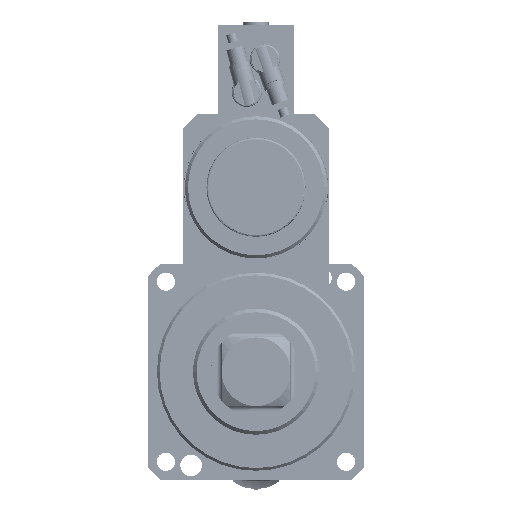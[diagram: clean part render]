
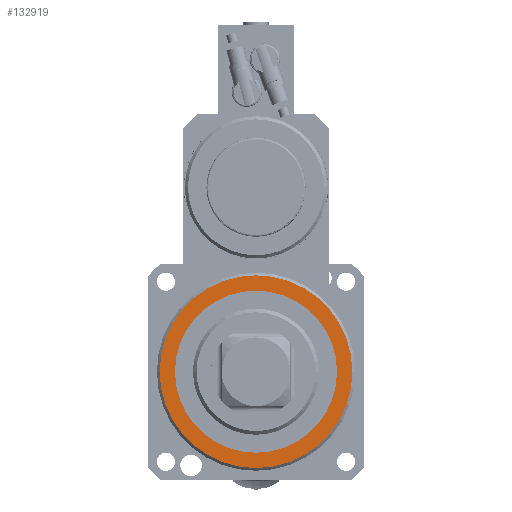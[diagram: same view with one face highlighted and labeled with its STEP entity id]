
A CAD part, left-side view. The second image highlights one B-rep face of the part: STEP entity #132919.
In plain terms, the highlighted planar face has unit normal (-1, 0, 0).
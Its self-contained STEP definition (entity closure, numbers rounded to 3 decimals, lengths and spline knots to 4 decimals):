
#1937=FACE_BOUND('',#42700,.T.);
#5747=PLANE('',#146781);
#35251=FACE_OUTER_BOUND('',#42699,.T.);
#42699=EDGE_LOOP('',(#121957));
#42700=EDGE_LOOP('',(#121958,#121959));
#49489=CIRCLE('',#146775,5.35);
#49494=CIRCLE('',#146782,4.5);
#49495=CIRCLE('',#146783,4.5);
#62808=VERTEX_POINT('',#290812);
#62813=VERTEX_POINT('',#290826);
#62814=VERTEX_POINT('',#290827);
#82533=EDGE_CURVE('',#62808,#62808,#49489,.T.);
#82540=EDGE_CURVE('',#62813,#62814,#49494,.T.);
#82541=EDGE_CURVE('',#62814,#62813,#49495,.T.);
#121957=ORIENTED_EDGE('',*,*,#82533,.F.);
#121958=ORIENTED_EDGE('',*,*,#82540,.F.);
#121959=ORIENTED_EDGE('',*,*,#82541,.F.);
#132919=ADVANCED_FACE('',(#35251,#1937),#5747,.T.);
#146775=AXIS2_PLACEMENT_3D('',#290813,#183383,#183384);
#146781=AXIS2_PLACEMENT_3D('',#290825,#183397,#183398);
#146782=AXIS2_PLACEMENT_3D('',#290828,#183399,#183400);
#146783=AXIS2_PLACEMENT_3D('',#290829,#183401,#183402);
#183383=DIRECTION('center_axis',(1.,0.,0.));
#183384=DIRECTION('ref_axis',(0.,0.,
-1.));
#183397=DIRECTION('center_axis',(-1.,0.,0.));
#183398=DIRECTION('ref_axis',(0.,-1.,0.));
#183399=DIRECTION('center_axis',(-1.,0.,0.));
#183400=DIRECTION('ref_axis',(0.,0.,
1.));
#183401=DIRECTION('center_axis',(-1.,0.,0.));
#183402=DIRECTION('ref_axis',(0.,0.,
1.));
#290812=CARTESIAN_POINT('',(-10.65,0.,5.35));
#290813=CARTESIAN_POINT('Origin',(-10.65,0.,
0.));
#290825=CARTESIAN_POINT('Origin',(-10.65,0.,
5.));
#290826=CARTESIAN_POINT('',(-10.65,0.,4.5));
#290827=CARTESIAN_POINT('',(-10.65,0.,-4.5));
#290828=CARTESIAN_POINT('Origin',(-10.65,0.,
0.));
#290829=CARTESIAN_POINT('Origin',(-10.65,0.,
0.));
